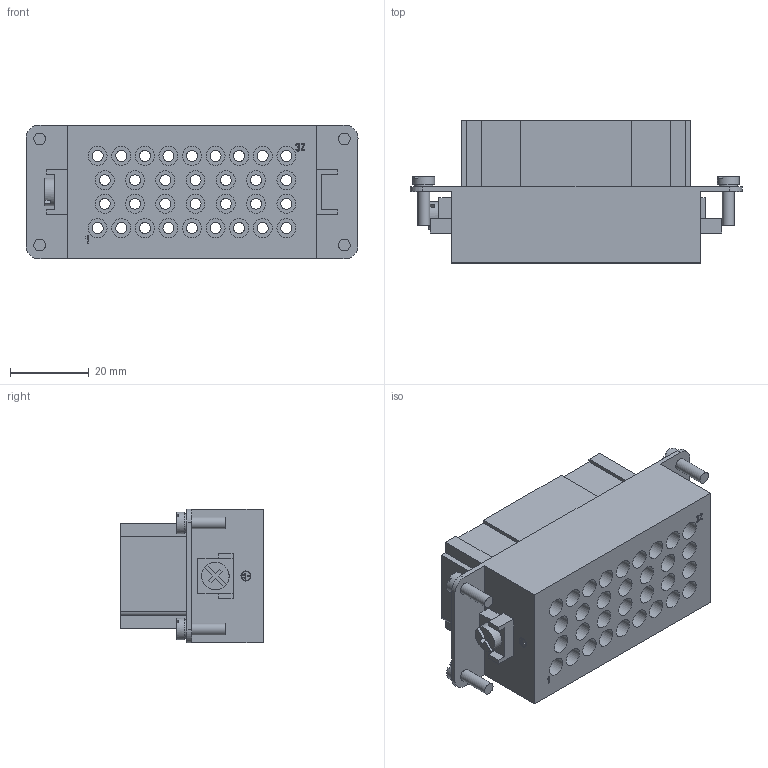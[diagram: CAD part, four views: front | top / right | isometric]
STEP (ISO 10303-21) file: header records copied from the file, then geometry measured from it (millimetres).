
FILE_DESCRIPTION(/* description */ (''),/* implementation_level */ '2;1');
FILE_NAME(/* name */ '100142790ugm000_b.stp',/* time_stamp */ '2017-10-26T12:22:08+02:00',/* author */ (''),/* organization */ (''),/* preprocessor_version */ 'ST-DEVELOPER v16',/* originating_system */ 'SIEMENS PLM Software NX 10.0',/* authorisation */ '');
FILE_SCHEMA (('AUTOMOTIVE_DESIGN { 1 0 10303 214 3 1 1 1 }'));
Length unit declared in the file: millimetre
Products named in the file (1): 100142790ugm000_b
Bounding box: 84.5 x 36.2 x 34 mm (x, y, z)
Volume: 50283.6 mm3; surface area: 29451 mm2
Topology: 1 solids, 1 shells, 596 faces, 1553 edges, 1067 vertices
Faces by surface type: plane 483, cylinder 109, bspline 4
Full cylindrical faces by diameter (mm): 0.753 x1, 0.986 x1, 2.304 x1, 2.56 x1, 2.8 x32, 3 x4, 4 x1, 4.7 x4, 4.8 x32, 5.499 x4, 7 x1
Entity records: 19757 total; most frequent: CARTESIAN_POINT 3177, ORIENTED_EDGE 2942, DIRECTION 2885, EDGE_CURVE 1471, LINE 1223, VECTOR 1223, VERTEX_POINT 1034, AXIS2_PLACEMENT_3D 831
